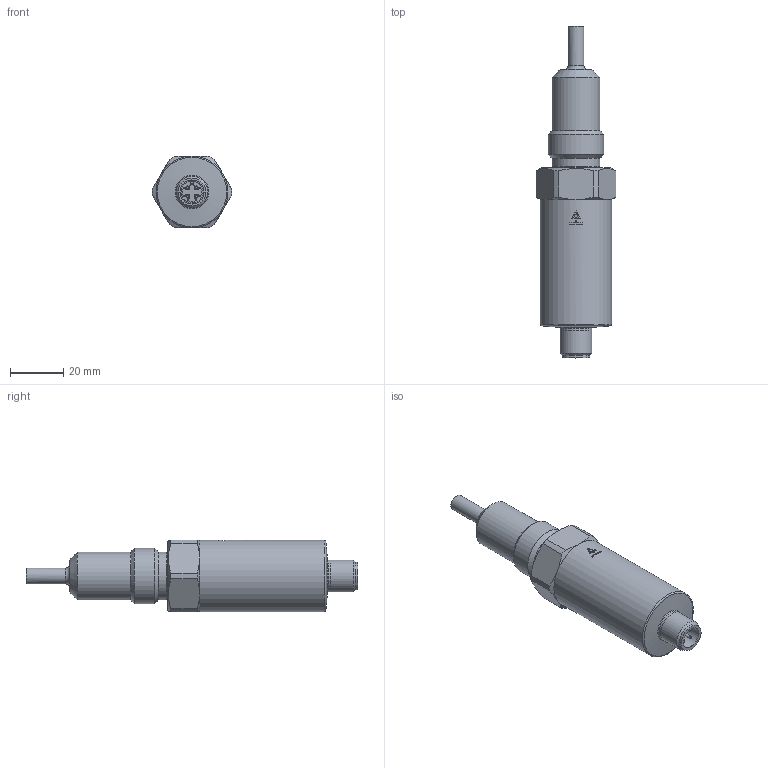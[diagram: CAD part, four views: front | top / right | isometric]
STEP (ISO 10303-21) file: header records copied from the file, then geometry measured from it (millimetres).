
FILE_DESCRIPTION(/* description */ ('Unknown'),/* implementation_level */ '2;1');
FILE_NAME(/* name */ 'Strömi_G12_CIP_lang_17mm',/* time_stamp */ '2017-05-23T08:04:26+02:00',/* author */ ('Unknown'),/* organization */ ('Unknown'),/* preprocessor_version */ 'ST-DEVELOPER v16.7',/* originating_system */ 'DEX',/* authorisation */ $);
FILE_SCHEMA (('AUTOMOTIVE_DESIGN {1 0 10303 214 3 1 1}'));
Length unit declared in the file: millimetre
Products named in the file (1): Strömi_G12_CIP_lang_17mm
Bounding box: 29.99 x 125.1 x 27 mm (x, y, z)
Volume: 46141.1 mm3; surface area: 10098.1 mm2
Topology: 1 solids, 2 shells, 107 faces, 260 edges, 165 vertices
Faces by surface type: cylinder 42, plane 41, cone 18, torus 6
Full cylindrical faces by diameter (mm): 1 x4, 6 x1, 8.3 x1, 9.4 x1, 9.5 x1, 9.9 x1, 10 x1, 10.5 x1, 12 x2, 18 x2, 20.955 x1, 27 x1
Entity records: 3684 total; most frequent: CARTESIAN_POINT 543, DIRECTION 527, ORIENTED_EDGE 428, AXIS2_PLACEMENT_3D 223, EDGE_CURVE 214, VERTEX_POINT 155, EDGE_LOOP 153, FACE_BOUND 153
